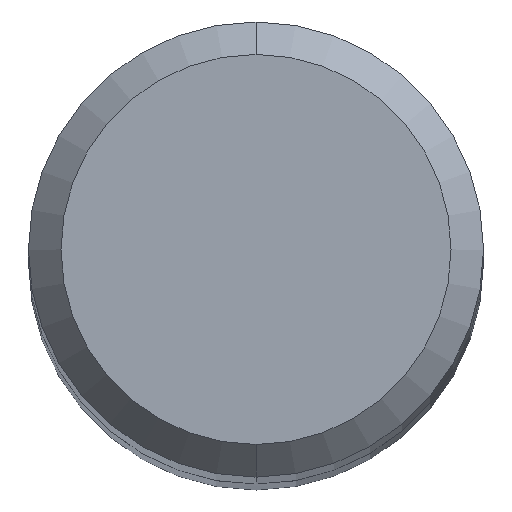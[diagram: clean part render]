
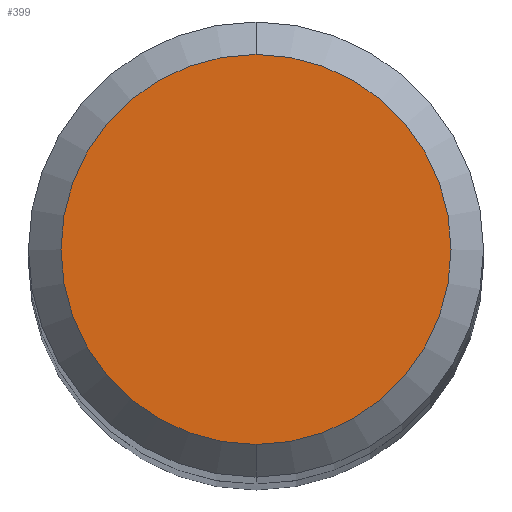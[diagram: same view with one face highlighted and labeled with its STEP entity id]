
A CAD part, top view. The second image highlights one B-rep face of the part: STEP entity #399.
In plain terms, the highlighted planar face has unit normal (0, 0, 1).
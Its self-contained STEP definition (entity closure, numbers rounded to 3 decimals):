
#225=EDGE_CURVE('',#279,#297,#505,.T.);
#279=VERTEX_POINT('',#567);
#297=VERTEX_POINT('',#587);
#387=EDGE_CURVE('',#297,#279,#686,.T.);
#399=ADVANCED_FACE('',(#698),#699,.T.);
#505=CIRCLE('',#902,2.4);
#567=CARTESIAN_POINT('',(0.,-2.4,0.0));
#587=CARTESIAN_POINT('',(0.0,2.4,0.0));
#686=CIRCLE('',#1242,2.4);
#698=FACE_OUTER_BOUND('',#1259,.T.);
#699=PLANE('',#1260);
#902=AXIS2_PLACEMENT_3D('',#1381,#1382,#1383);
#1242=AXIS2_PLACEMENT_3D('',#1593,#1594,#1595);
#1259=EDGE_LOOP('',(#1607,#1608));
#1260=AXIS2_PLACEMENT_3D('',#1609,#1610,#1611);
#1381=CARTESIAN_POINT('',(0.0,0.0,0.0));
#1382=DIRECTION('',(0.0,0.0,-1.0));
#1383=DIRECTION('',(0.0,1.0,0.0));
#1593=CARTESIAN_POINT('',(0.0,0.0,0.0));
#1594=DIRECTION('',(0.0,0.0,-1.0));
#1595=DIRECTION('',(0.0,1.0,0.0));
#1607=ORIENTED_EDGE('',*,*,#387,.F.);
#1608=ORIENTED_EDGE('',*,*,#225,.F.);
#1609=CARTESIAN_POINT('',(0.0,1.2,0.0));
#1610=DIRECTION('',(-0.0,0.0,1.0));
#1611=DIRECTION('',(0.0,-1.0,0.0));
